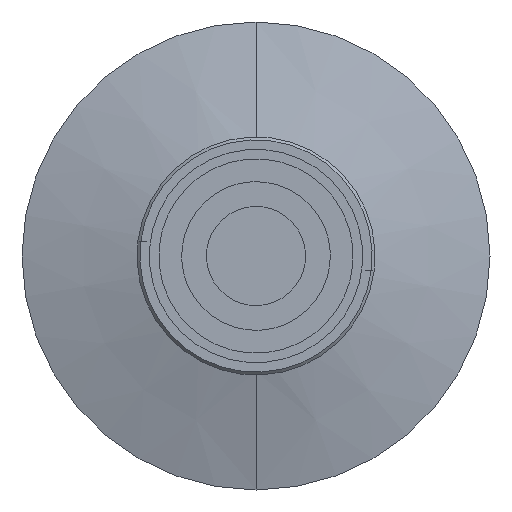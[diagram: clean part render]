
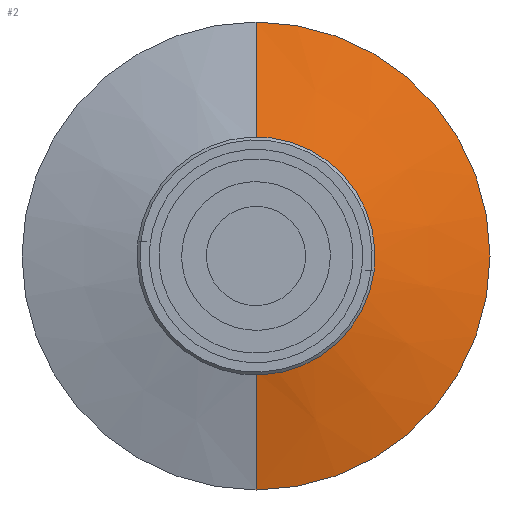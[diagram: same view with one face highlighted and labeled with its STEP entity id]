
A CAD part, front view. The second image highlights one B-rep face of the part: STEP entity #2.
In plain terms, the highlighted conical face has half-angle 75 degrees and reference radius 14.986 mm.
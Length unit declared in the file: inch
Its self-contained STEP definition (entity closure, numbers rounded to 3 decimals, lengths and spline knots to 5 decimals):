
#2 = ADVANCED_FACE ( 'NONE', ( #1465 ), #1574, .T. ) ;
#12 = VECTOR ( 'NONE', #810, 39.37008 ) ;
#51 = EDGE_CURVE ( 'NONE', #1385, #1720, #466, .T. ) ;
#97 = DIRECTION ( 'NONE',  ( 0., 0., -1. ) ) ;
#193 = EDGE_CURVE ( 'NONE', #788, #1720, #402, .T. ) ;
#224 = VERTEX_POINT ( 'NONE', #515 ) ;
#244 = CARTESIAN_POINT ( 'NONE',  ( 0., -0.09, 0. ) ) ;
#285 = EDGE_CURVE ( 'NONE', #224, #1385, #792, .T. ) ;
#341 = AXIS2_PLACEMENT_3D ( 'NONE', #1495, #540, #1512 ) ;
#402 = LINE ( 'NONE', #949, #12 ) ;
#403 = AXIS2_PLACEMENT_3D ( 'NONE', #244, #1453, #97 ) ;
#466 = CIRCLE ( 'NONE', #403, 0.59 ) ;
#492 = ORIENTED_EDGE ( 'NONE', *, *, #193, .F. ) ;
#515 = CARTESIAN_POINT ( 'NONE',  ( 0., -0.17, -0.29144 ) ) ;
#518 = DIRECTION ( 'NONE',  ( 0., 1., 0. ) ) ;
#540 = DIRECTION ( 'NONE',  ( 0., -1., 0. ) ) ;
#694 = DIRECTION ( 'NONE',  ( 0., 0.259, -0.966 ) ) ;
#733 = CARTESIAN_POINT ( 'NONE',  ( 0., -0.09, 0.59 ) ) ;
#782 = DIRECTION ( 'NONE',  ( 0., 0., 1. ) ) ;
#788 = VERTEX_POINT ( 'NONE', #1132 ) ;
#792 = LINE ( 'NONE', #1225, #1154 ) ;
#810 = DIRECTION ( 'NONE',  ( 0., 0.259, 0.966 ) ) ;
#895 = AXIS2_PLACEMENT_3D ( 'NONE', #1738, #518, #782 ) ;
#949 = CARTESIAN_POINT ( 'NONE',  ( 0., -0.09, 0.59 ) ) ;
#1132 = CARTESIAN_POINT ( 'NONE',  ( 0., -0.17, 0.29144 ) ) ;
#1154 = VECTOR ( 'NONE', #694, 39.37008 ) ;
#1201 = ORIENTED_EDGE ( 'NONE', *, *, #1566, .F. ) ;
#1225 = CARTESIAN_POINT ( 'NONE',  ( 0., -0.09, -0.59 ) ) ;
#1276 = EDGE_LOOP ( 'NONE', ( #1201, #1615, #1479, #492 ) ) ;
#1385 = VERTEX_POINT ( 'NONE', #1656 ) ;
#1453 = DIRECTION ( 'NONE',  ( 0., -1., 0. ) ) ;
#1465 = FACE_OUTER_BOUND ( 'NONE', #1276, .T. ) ;
#1479 = ORIENTED_EDGE ( 'NONE', *, *, #51, .T. ) ;
#1495 = CARTESIAN_POINT ( 'NONE',  ( 0., -0.17, 0. ) ) ;
#1512 = DIRECTION ( 'NONE',  ( 0., 0., -1. ) ) ;
#1566 = EDGE_CURVE ( 'NONE', #224, #788, #1702, .T. ) ;
#1574 = CONICAL_SURFACE ( 'NONE', #895, 0.59, 1.309 ) ;
#1615 = ORIENTED_EDGE ( 'NONE', *, *, #285, .T. ) ;
#1656 = CARTESIAN_POINT ( 'NONE',  ( 0., -0.09, -0.59 ) ) ;
#1702 = CIRCLE ( 'NONE', #341, 0.29144 ) ;
#1720 = VERTEX_POINT ( 'NONE', #733 ) ;
#1738 = CARTESIAN_POINT ( 'NONE',  ( 0., -0.09, 0. ) ) ;
